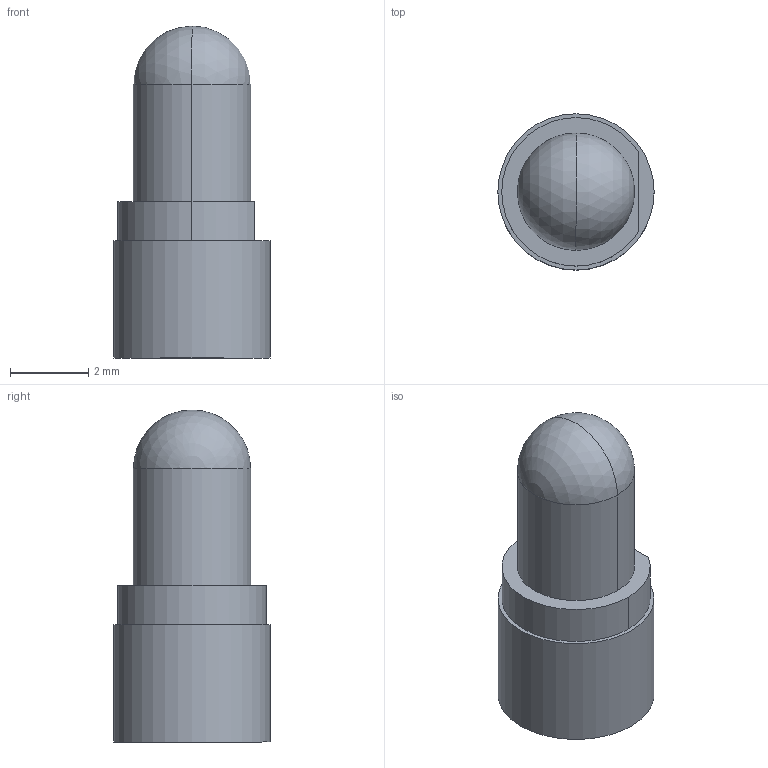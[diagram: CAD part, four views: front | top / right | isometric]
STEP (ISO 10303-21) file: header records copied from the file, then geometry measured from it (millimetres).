
FILE_DESCRIPTION(('FreeCAD Model'),'2;1');
FILE_NAME('LED3MM-THT.step' ,'2018-01-26T09:58:29',('kicad StepUp'),('ksu MCAD'), 'Open CASCADE STEP processor 6.8','FreeCAD','Unknown');
FILE_SCHEMA(('AUTOMOTIVE_DESIGN_CC2 { 1 2 10303 214 -1 1 5 4 }'));
Length unit declared in the file: millimetre
Products named in the file (1): LED3MM-THT
Bounding box: 4 x 4 x 8.5 mm (x, y, z)
Volume: 58.7 mm3; surface area: 172.2 mm2
Topology: 4 solids, 4 shells, 50 faces, 123 edges, 81 vertices
Faces by surface type: plane 35, cylinder 7, cone 4, sphere 2, torus 2
Full cylindrical faces by diameter (mm): 3 x1, 4 x1
Entity records: 1945 total; most frequent: CARTESIAN_POINT 403, ORIENTED_EDGE 242, DIRECTION 235, EDGE_CURVE 121, LINE 85, VECTOR 85, VERTEX_POINT 81, AXIS2_PLACEMENT_3D 75
